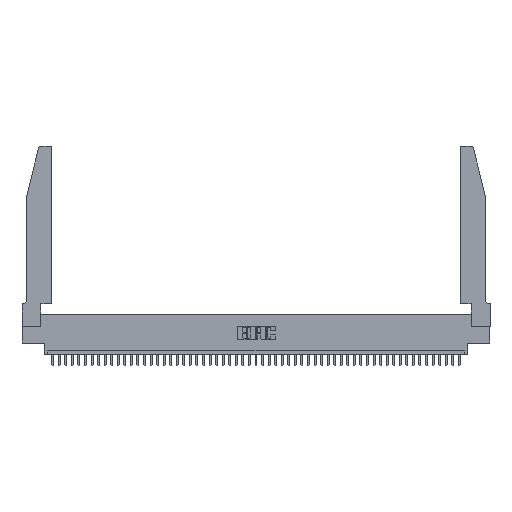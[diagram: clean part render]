
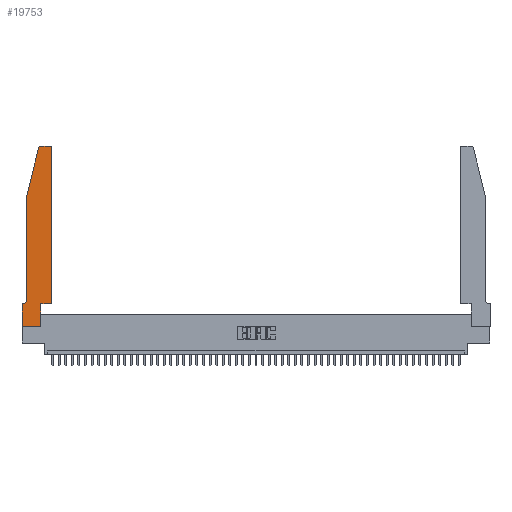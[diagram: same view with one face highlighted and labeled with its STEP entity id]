
A CAD part, top view. The second image highlights one B-rep face of the part: STEP entity #19753.
In plain terms, the highlighted planar face has unit normal (0, 0, 1).
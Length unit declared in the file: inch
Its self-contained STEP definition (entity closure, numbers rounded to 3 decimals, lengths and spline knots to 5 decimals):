
#118 = VERTEX_POINT ( 'NONE', #49202 ) ;
#251 = ORIENTED_EDGE ( 'NONE', *, *, #37988, .T. ) ;
#1102 = DIRECTION ( 'NONE',  ( 0., 0., 1. ) ) ;
#1321 = CARTESIAN_POINT ( 'NONE',  ( 0.2605, 2.75, 0.37 ) ) ;
#2156 = CARTESIAN_POINT ( 'NONE',  ( 0.4505, 0.35, 0.37 ) ) ;
#3601 = EDGE_CURVE ( 'NONE', #34253, #42954, #9979, .T. ) ;
#4053 = VERTEX_POINT ( 'NONE', #6603 ) ;
#4288 = AXIS2_PLACEMENT_3D ( 'NONE', #47355, #1102, #9069 ) ;
#5220 = EDGE_LOOP ( 'NONE', ( #43611, #47132, #27838, #32110, #38971, #15435, #251, #14714, #26599, #25306, #29931, #5684 ) ) ;
#5684 = ORIENTED_EDGE ( 'NONE', *, *, #37454, .T. ) ;
#6340 = VERTEX_POINT ( 'NONE', #18729 ) ;
#6362 = DIRECTION ( 'NONE',  ( 1., 0., 0. ) ) ;
#6603 = CARTESIAN_POINT ( 'NONE',  ( 0.284, 2.75, 0.37 ) ) ;
#7386 = DIRECTION ( 'NONE',  ( -1., 0., 0. ) ) ;
#7494 = CARTESIAN_POINT ( 'NONE',  ( 0.0055, 0.35, 0.37 ) ) ;
#7553 = DIRECTION ( 'NONE',  ( 0., 0., -1. ) ) ;
#7806 = VERTEX_POINT ( 'NONE', #2156 ) ;
#8513 = DIRECTION ( 'NONE',  ( 0., 0., 1. ) ) ;
#9069 = DIRECTION ( 'NONE',  ( 1., 0., 0. ) ) ;
#9979 = LINE ( 'NONE', #25422, #15371 ) ;
#10390 = VECTOR ( 'NONE', #32380, 39.37008 ) ;
#10666 = VECTOR ( 'NONE', #38027, 39.37008 ) ;
#12230 = PLANE ( 'NONE',  #4288 ) ;
#12407 = VECTOR ( 'NONE', #42603, 39.37008 ) ;
#12552 = CARTESIAN_POINT ( 'NONE',  ( 0.0755, 0.35, 0.37 ) ) ;
#12802 = CARTESIAN_POINT ( 'NONE',  ( 0.0755, 2., 0.37 ) ) ;
#14693 = VERTEX_POINT ( 'NONE', #15368 ) ;
#14714 = ORIENTED_EDGE ( 'NONE', *, *, #19883, .T. ) ;
#14820 = AXIS2_PLACEMENT_3D ( 'NONE', #37525, #18103, #45366 ) ;
#15368 = CARTESIAN_POINT ( 'NONE',  ( 0.4505, 2.72, 0.37 ) ) ;
#15371 = VECTOR ( 'NONE', #41515, 39.37008 ) ;
#15435 = ORIENTED_EDGE ( 'NONE', *, *, #38608, .T. ) ;
#16135 = DIRECTION ( 'NONE',  ( 0., -1., 0. ) ) ;
#16624 = LINE ( 'NONE', #26595, #10666 ) ;
#17735 = FACE_OUTER_BOUND ( 'NONE', #5220, .T. ) ;
#18103 = DIRECTION ( 'NONE',  ( 0., 0., 1. ) ) ;
#18729 = CARTESIAN_POINT ( 'NONE',  ( 0., 0., 0.37 ) ) ;
#19098 = EDGE_CURVE ( 'NONE', #40960, #4053, #23177, .T. ) ;
#19355 = CARTESIAN_POINT ( 'NONE',  ( 0.4505, 0.35, 0.37 ) ) ;
#19753 = ADVANCED_FACE ( 'NONE', ( #17735 ), #12230, .T. ) ;
#19883 = EDGE_CURVE ( 'NONE', #6340, #34628, #44037, .T. ) ;
#20071 = LINE ( 'NONE', #12552, #31427 ) ;
#21363 = VECTOR ( 'NONE', #49595, 39.37008 ) ;
#22295 = CARTESIAN_POINT ( 'NONE',  ( 0.0755, 2., 0.37 ) ) ;
#23177 = LINE ( 'NONE', #1321, #21363 ) ;
#23323 = CARTESIAN_POINT ( 'NONE',  ( 0., 0., 0.37 ) ) ;
#23401 = CARTESIAN_POINT ( 'NONE',  ( 0.2865, 0.35, 0.37 ) ) ;
#23420 = DIRECTION ( 'NONE',  ( -1., 0., 0. ) ) ;
#25306 = ORIENTED_EDGE ( 'NONE', *, *, #28160, .T. ) ;
#25422 = CARTESIAN_POINT ( 'NONE',  ( 0.0755, 2., 0.37 ) ) ;
#25443 = CARTESIAN_POINT ( 'NONE',  ( 0., 0., 0.37 ) ) ;
#26595 = CARTESIAN_POINT ( 'NONE',  ( 0.4505, 0.35, 0.37 ) ) ;
#26599 = ORIENTED_EDGE ( 'NONE', *, *, #42536, .T. ) ;
#26947 = DIRECTION ( 'NONE',  ( 0., 1., 0. ) ) ;
#27731 = LINE ( 'NONE', #12802, #10390 ) ;
#27825 = CIRCLE ( 'NONE', #14820, 0.03 ) ;
#27838 = ORIENTED_EDGE ( 'NONE', *, *, #46841, .T. ) ;
#28160 = EDGE_CURVE ( 'NONE', #31711, #7806, #40007, .T. ) ;
#28447 = VECTOR ( 'NONE', #6362, 39.37008 ) ;
#29931 = ORIENTED_EDGE ( 'NONE', *, *, #37213, .T. ) ;
#30525 = LINE ( 'NONE', #23401, #44899 ) ;
#31427 = VECTOR ( 'NONE', #23420, 39.37008 ) ;
#31711 = VERTEX_POINT ( 'NONE', #46012 ) ;
#32106 = CARTESIAN_POINT ( 'NONE',  ( 0.0755, 0.42, 0.37 ) ) ;
#32110 = ORIENTED_EDGE ( 'NONE', *, *, #3601, .T. ) ;
#32111 = LINE ( 'NONE', #23323, #39930 ) ;
#32380 = DIRECTION ( 'NONE',  ( -0.239, -0.971, 0. ) ) ;
#34253 = VERTEX_POINT ( 'NONE', #22295 ) ;
#34628 = VERTEX_POINT ( 'NONE', #46999 ) ;
#35004 = VERTEX_POINT ( 'NONE', #35418 ) ;
#35257 = DIRECTION ( 'NONE',  ( 1., 0., 0. ) ) ;
#35418 = CARTESIAN_POINT ( 'NONE',  ( 0.25487, 2.72718, 0.37 ) ) ;
#35424 = CARTESIAN_POINT ( 'NONE',  ( 0.4205, 2.72, 0.37 ) ) ;
#37213 = EDGE_CURVE ( 'NONE', #7806, #14693, #16624, .T. ) ;
#37454 = EDGE_CURVE ( 'NONE', #14693, #40960, #45397, .T. ) ;
#37525 = CARTESIAN_POINT ( 'NONE',  ( 0.284, 2.72, 0.37 ) ) ;
#37988 = EDGE_CURVE ( 'NONE', #118, #6340, #32111, .T. ) ;
#38027 = DIRECTION ( 'NONE',  ( 0., 1., 0. ) ) ;
#38367 = CARTESIAN_POINT ( 'NONE',  ( 0.0055, 0.42, 0.37 ) ) ;
#38608 = EDGE_CURVE ( 'NONE', #39591, #118, #20071, .T. ) ;
#38971 = ORIENTED_EDGE ( 'NONE', *, *, #46004, .T. ) ;
#39591 = VERTEX_POINT ( 'NONE', #7494 ) ;
#39930 = VECTOR ( 'NONE', #16135, 39.37008 ) ;
#40007 = LINE ( 'NONE', #19355, #12407 ) ;
#40960 = VERTEX_POINT ( 'NONE', #42832 ) ;
#41515 = DIRECTION ( 'NONE',  ( 0., -1., 0. ) ) ;
#42536 = EDGE_CURVE ( 'NONE', #34628, #31711, #30525, .T. ) ;
#42603 = DIRECTION ( 'NONE',  ( 1., 0., 0. ) ) ;
#42832 = CARTESIAN_POINT ( 'NONE',  ( 0.4205, 2.75, 0.37 ) ) ;
#42954 = VERTEX_POINT ( 'NONE', #32106 ) ;
#43611 = ORIENTED_EDGE ( 'NONE', *, *, #19098, .T. ) ;
#44037 = LINE ( 'NONE', #25443, #28447 ) ;
#44346 = AXIS2_PLACEMENT_3D ( 'NONE', #38367, #7553, #7386 ) ;
#44899 = VECTOR ( 'NONE', #26947, 39.37008 ) ;
#45366 = DIRECTION ( 'NONE',  ( 1., 0., 0. ) ) ;
#45397 = CIRCLE ( 'NONE', #46603, 0.03 ) ;
#45872 = EDGE_CURVE ( 'NONE', #4053, #35004, #27825, .T. ) ;
#46004 = EDGE_CURVE ( 'NONE', #42954, #39591, #49415, .T. ) ;
#46012 = CARTESIAN_POINT ( 'NONE',  ( 0.2865, 0.35, 0.37 ) ) ;
#46603 = AXIS2_PLACEMENT_3D ( 'NONE', #35424, #8513, #35257 ) ;
#46841 = EDGE_CURVE ( 'NONE', #35004, #34253, #27731, .T. ) ;
#46999 = CARTESIAN_POINT ( 'NONE',  ( 0.2865, 0., 0.37 ) ) ;
#47132 = ORIENTED_EDGE ( 'NONE', *, *, #45872, .T. ) ;
#47355 = CARTESIAN_POINT ( 'NONE',  ( 0., 0.35, 0.37 ) ) ;
#49202 = CARTESIAN_POINT ( 'NONE',  ( 0., 0.35, 0.37 ) ) ;
#49415 = CIRCLE ( 'NONE', #44346, 0.07 ) ;
#49595 = DIRECTION ( 'NONE',  ( -1., 0., 0. ) ) ;
